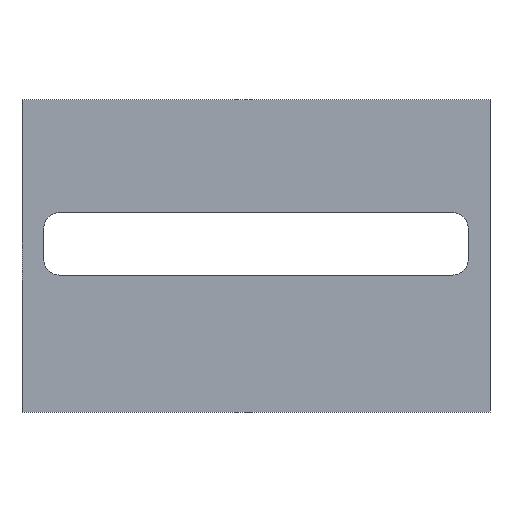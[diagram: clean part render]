
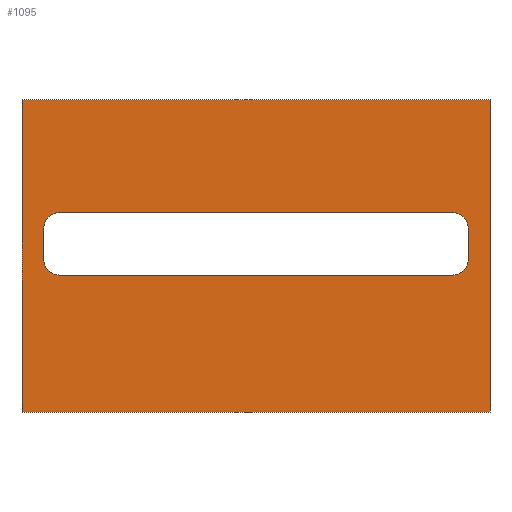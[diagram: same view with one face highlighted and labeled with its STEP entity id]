
A CAD part, front view. The second image highlights one B-rep face of the part: STEP entity #1095.
In plain terms, the highlighted planar face has unit normal (0, -1, 0).
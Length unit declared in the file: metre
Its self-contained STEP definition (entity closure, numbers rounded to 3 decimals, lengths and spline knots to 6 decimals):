
#20=CIRCLE('',#1169,0.005);
#21=CIRCLE('',#1170,0.005);
#22=CIRCLE('',#1171,0.005);
#23=CIRCLE('',#1172,0.005);
#78=ORIENTED_EDGE('',*,*,#402,.F.);
#79=ORIENTED_EDGE('',*,*,#403,.T.);
#80=ORIENTED_EDGE('',*,*,#404,.T.);
#81=ORIENTED_EDGE('',*,*,#405,.F.);
#82=ORIENTED_EDGE('',*,*,#406,.F.);
#83=ORIENTED_EDGE('',*,*,#407,.T.);
#84=ORIENTED_EDGE('',*,*,#408,.F.);
#85=ORIENTED_EDGE('',*,*,#409,.T.);
#86=ORIENTED_EDGE('',*,*,#410,.T.);
#87=ORIENTED_EDGE('',*,*,#411,.T.);
#88=ORIENTED_EDGE('',*,*,#412,.T.);
#89=ORIENTED_EDGE('',*,*,#413,.T.);
#402=EDGE_CURVE('',#564,#565,#668,.T.);
#403=EDGE_CURVE('',#564,#566,#669,.T.);
#404=EDGE_CURVE('',#566,#567,#670,.T.);
#405=EDGE_CURVE('',#565,#567,#671,.T.);
#406=EDGE_CURVE('',#568,#569,#672,.T.);
#407=EDGE_CURVE('',#568,#570,#20,.T.);
#408=EDGE_CURVE('',#571,#570,#673,.T.);
#409=EDGE_CURVE('',#571,#572,#21,.T.);
#410=EDGE_CURVE('',#572,#573,#674,.T.);
#411=EDGE_CURVE('',#573,#574,#22,.T.);
#412=EDGE_CURVE('',#574,#575,#675,.T.);
#413=EDGE_CURVE('',#575,#569,#23,.T.);
#564=VERTEX_POINT('',#1623);
#565=VERTEX_POINT('',#1624);
#566=VERTEX_POINT('',#1626);
#567=VERTEX_POINT('',#1628);
#568=VERTEX_POINT('',#1631);
#569=VERTEX_POINT('',#1632);
#570=VERTEX_POINT('',#1634);
#571=VERTEX_POINT('',#1636);
#572=VERTEX_POINT('',#1638);
#573=VERTEX_POINT('',#1640);
#574=VERTEX_POINT('',#1642);
#575=VERTEX_POINT('',#1644);
#668=LINE('',#1622,#822);
#669=LINE('',#1625,#823);
#670=LINE('',#1627,#824);
#671=LINE('',#1629,#825);
#672=LINE('',#1630,#826);
#673=LINE('',#1635,#827);
#674=LINE('',#1639,#828);
#675=LINE('',#1643,#829);
#822=VECTOR('',#1291,1.);
#823=VECTOR('',#1292,1.);
#824=VECTOR('',#1293,1.);
#825=VECTOR('',#1294,1.);
#826=VECTOR('',#1295,1.);
#827=VECTOR('',#1298,1.);
#828=VECTOR('',#1301,1.);
#829=VECTOR('',#1304,1.);
#928=EDGE_LOOP('',(#78,#79,#80,#81));
#929=EDGE_LOOP('',(#82,#83,#84,#85,#86,#87,#88,#89));
#986=FACE_BOUND('',#928,.T.);
#987=FACE_BOUND('',#929,.T.);
#1043=PLANE('',#1168);
#1095=ADVANCED_FACE('',(#986,#987),#1043,.T.);
#1168=AXIS2_PLACEMENT_3D('',#1621,#1289,#1290);
#1169=AXIS2_PLACEMENT_3D('',#1633,#1296,#1297);
#1170=AXIS2_PLACEMENT_3D('',#1637,#1299,#1300);
#1171=AXIS2_PLACEMENT_3D('',#1641,#1302,#1303);
#1172=AXIS2_PLACEMENT_3D('',#1645,#1305,#1306);
#1289=DIRECTION('',(0.,-1.,0.));
#1290=DIRECTION('',(1.,0.,0.));
#1291=DIRECTION('',(1.,0.,0.));
#1292=DIRECTION('',(0.,0.,-1.));
#1293=DIRECTION('',(1.,0.,0.));
#1294=DIRECTION('',(0.,0.,-1.));
#1295=DIRECTION('',(0.,0.,-1.));
#1296=DIRECTION('',(0.,1.,0.));
#1297=DIRECTION('',(0.,0.,1.));
#1298=DIRECTION('',(-1.,0.,0.));
#1299=DIRECTION('',(0.,1.,0.));
#1300=DIRECTION('',(0.,0.,1.));
#1301=DIRECTION('',(0.,0.,-1.));
#1302=DIRECTION('',(0.,1.,0.));
#1303=DIRECTION('',(0.,0.,1.));
#1304=DIRECTION('',(-1.,0.,0.));
#1305=DIRECTION('',(0.,1.,0.));
#1306=DIRECTION('',(0.,0.,1.));
#1621=CARTESIAN_POINT('',(0.017453,-0.0155,-0.003897));
#1622=CARTESIAN_POINT('',(0.017453,-0.0155,0.046103));
#1623=CARTESIAN_POINT('',(-0.057547,-0.0155,0.046103));
#1624=CARTESIAN_POINT('',(0.092453,-0.0155,0.046103));
#1625=CARTESIAN_POINT('',(-0.057547,-0.0155,-0.003897));
#1626=CARTESIAN_POINT('',(-0.057547,-0.0155,-0.053897));
#1627=CARTESIAN_POINT('',(0.017453,-0.0155,-0.053897));
#1628=CARTESIAN_POINT('',(0.092453,-0.0155,-0.053897));
#1629=CARTESIAN_POINT('',(0.092453,-0.0155,-0.003897));
#1630=CARTESIAN_POINT('',(-0.050547,-0.0155,0.));
#1631=CARTESIAN_POINT('',(-0.050547,-0.0155,0.005));
#1632=CARTESIAN_POINT('',(-0.050547,-0.0155,-0.005));
#1633=CARTESIAN_POINT('',(-0.045547,-0.0155,0.005));
#1634=CARTESIAN_POINT('',(-0.045547,-0.0155,0.01));
#1635=CARTESIAN_POINT('',(0.017453,-0.0155,0.01));
#1636=CARTESIAN_POINT('',(0.080453,-0.0155,0.01));
#1637=CARTESIAN_POINT('',(0.080453,-0.0155,0.005));
#1638=CARTESIAN_POINT('',(0.085453,-0.0155,0.005));
#1639=CARTESIAN_POINT('',(0.085453,-0.0155,0.));
#1640=CARTESIAN_POINT('',(0.085453,-0.0155,-0.005));
#1641=CARTESIAN_POINT('',(0.080453,-0.0155,-0.005));
#1642=CARTESIAN_POINT('',(0.080453,-0.0155,-0.01));
#1643=CARTESIAN_POINT('',(0.017453,-0.0155,-0.01));
#1644=CARTESIAN_POINT('',(-0.045547,-0.0155,-0.01));
#1645=CARTESIAN_POINT('',(-0.045547,-0.0155,-0.005));
